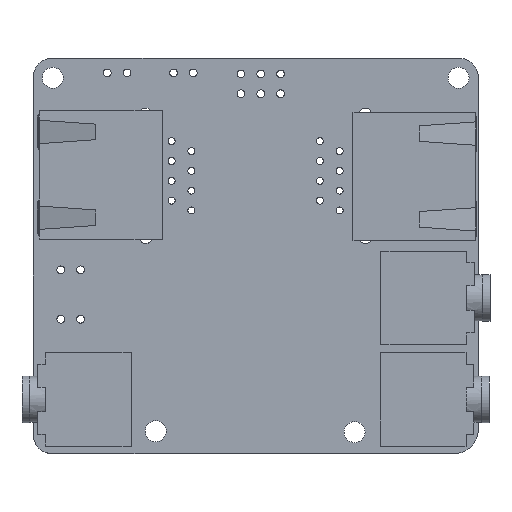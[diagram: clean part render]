
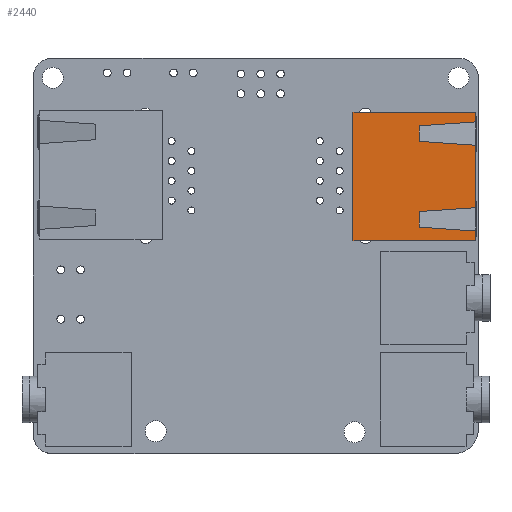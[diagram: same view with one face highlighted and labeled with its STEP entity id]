
A CAD part, top view. The second image highlights one B-rep face of the part: STEP entity #2440.
In plain terms, the highlighted free-form (B-spline) face has degree [1, 1] with [2, 2] control points.
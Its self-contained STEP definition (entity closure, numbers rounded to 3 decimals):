
#72 = VERTEX_POINT('',#73);
#73 = CARTESIAN_POINT('',(11.805,-7.75,13.46));
#79 = B_SPLINE_SURFACE_WITH_KNOTS('',1,1,(
    (#80,#81)
    ,(#82,#83
    )),.UNSPECIFIED.,.F.,.F.,.F.,(2,2),(2,2),(0.,15.75),(-13.46,0.),
  .PIECEWISE_BEZIER_KNOTS.);
#80 = CARTESIAN_POINT('',(11.805,-7.75,13.46));
#81 = CARTESIAN_POINT('',(11.805,-7.75,0.));
#82 = CARTESIAN_POINT('',(11.805,8.,13.46));
#83 = CARTESIAN_POINT('',(11.805,8.,0.));
#90 = B_SPLINE_SURFACE_WITH_KNOTS('',1,1,(
    (#91,#92)
    ,(#93,#94
    )),.UNSPECIFIED.,.F.,.F.,.F.,(2,2),(2,2),(0.,16.51),(-13.46,0.),
  .PIECEWISE_BEZIER_KNOTS.);
#91 = CARTESIAN_POINT('',(-4.705,-7.75,13.46));
#92 = CARTESIAN_POINT('',(-4.705,-7.75,0.));
#93 = CARTESIAN_POINT('',(11.805,-7.75,13.46));
#94 = CARTESIAN_POINT('',(11.805,-7.75,0.));
#101 = EDGE_CURVE('',#72,#102,#104,.T.);
#102 = VERTEX_POINT('',#103);
#103 = CARTESIAN_POINT('',(11.805,8.,13.46));
#104 = SURFACE_CURVE('',#105,(#108,#114),.PCURVE_S1.);
#105 = B_SPLINE_CURVE_WITH_KNOTS('',1,(#106,#107),.UNSPECIFIED.,.F.,.F.,
  (2,2),(0.,15.75),.PIECEWISE_BEZIER_KNOTS.);
#106 = CARTESIAN_POINT('',(11.805,-7.75,13.46));
#107 = CARTESIAN_POINT('',(11.805,8.,13.46));
#108 = PCURVE('',#79,#109);
#109 = DEFINITIONAL_REPRESENTATION('',(#110),#113);
#110 = B_SPLINE_CURVE_WITH_KNOTS('',1,(#111,#112),.UNSPECIFIED.,.F.,.F.,
  (2,2),(0.,15.75),.PIECEWISE_BEZIER_KNOTS.);
#111 = CARTESIAN_POINT('',(0.,-13.46));
#112 = CARTESIAN_POINT('',(15.75,-13.46));
#113 = ( GEOMETRIC_REPRESENTATION_CONTEXT(2) 
PARAMETRIC_REPRESENTATION_CONTEXT() REPRESENTATION_CONTEXT('2D SPACE',''
  ) );
#114 = PCURVE('',#115,#120);
#115 = B_SPLINE_SURFACE_WITH_KNOTS('',1,1,(
    (#116,#117)
    ,(#118,#119
    )),.UNSPECIFIED.,.F.,.F.,.F.,(2,2),(2,2),(-16.51,0.)
  ,(0.,15.75),.PIECEWISE_BEZIER_KNOTS.);
#116 = CARTESIAN_POINT('',(-4.705,8.,13.46));
#117 = CARTESIAN_POINT('',(-4.705,-7.75,13.46));
#118 = CARTESIAN_POINT('',(11.805,8.,13.46));
#119 = CARTESIAN_POINT('',(11.805,-7.75,13.46));
#120 = DEFINITIONAL_REPRESENTATION('',(#121),#124);
#121 = B_SPLINE_CURVE_WITH_KNOTS('',1,(#122,#123),.UNSPECIFIED.,.F.,.F.,
  (2,2),(0.,15.75),.PIECEWISE_BEZIER_KNOTS.);
#122 = CARTESIAN_POINT('',(0.,15.75));
#123 = CARTESIAN_POINT('',(0.,0.));
#124 = ( GEOMETRIC_REPRESENTATION_CONTEXT(2) 
PARAMETRIC_REPRESENTATION_CONTEXT() REPRESENTATION_CONTEXT('2D SPACE',''
  ) );
#140 = B_SPLINE_SURFACE_WITH_KNOTS('',1,1,(
    (#141,#142)
    ,(#143,#144
    )),.UNSPECIFIED.,.F.,.F.,.F.,(2,2),(2,2),(0.,16.51),(-13.46,0.),
  .PIECEWISE_BEZIER_KNOTS.);
#141 = CARTESIAN_POINT('',(11.805,8.,13.46));
#142 = CARTESIAN_POINT('',(11.805,8.,0.));
#143 = CARTESIAN_POINT('',(-4.705,8.,13.46));
#144 = CARTESIAN_POINT('',(-4.705,8.,0.));
#180 = VERTEX_POINT('',#181);
#181 = CARTESIAN_POINT('',(-4.705,-7.75,13.46));
#193 = B_SPLINE_SURFACE_WITH_KNOTS('',1,1,(
    (#194,#195)
    ,(#196,#197
    )),.UNSPECIFIED.,.F.,.F.,.F.,(2,2),(2,2),(0.,15.75),(-13.46,0.),
  .PIECEWISE_BEZIER_KNOTS.);
#194 = CARTESIAN_POINT('',(-4.705,8.,13.46));
#195 = CARTESIAN_POINT('',(-4.705,8.,0.));
#196 = CARTESIAN_POINT('',(-4.705,-7.75,13.46));
#197 = CARTESIAN_POINT('',(-4.705,-7.75,0.));
#204 = EDGE_CURVE('',#180,#72,#205,.T.);
#205 = SURFACE_CURVE('',#206,(#209,#215),.PCURVE_S1.);
#206 = B_SPLINE_CURVE_WITH_KNOTS('',1,(#207,#208),.UNSPECIFIED.,.F.,.F.,
  (2,2),(0.,16.51),.PIECEWISE_BEZIER_KNOTS.);
#207 = CARTESIAN_POINT('',(-4.705,-7.75,13.46));
#208 = CARTESIAN_POINT('',(11.805,-7.75,13.46));
#209 = PCURVE('',#90,#210);
#210 = DEFINITIONAL_REPRESENTATION('',(#211),#214);
#211 = B_SPLINE_CURVE_WITH_KNOTS('',1,(#212,#213),.UNSPECIFIED.,.F.,.F.,
  (2,2),(0.,16.51),.PIECEWISE_BEZIER_KNOTS.);
#212 = CARTESIAN_POINT('',(0.,-13.46));
#213 = CARTESIAN_POINT('',(16.51,-13.46));
#214 = ( GEOMETRIC_REPRESENTATION_CONTEXT(2) 
PARAMETRIC_REPRESENTATION_CONTEXT() REPRESENTATION_CONTEXT('2D SPACE',''
  ) );
#215 = PCURVE('',#115,#216);
#216 = DEFINITIONAL_REPRESENTATION('',(#217),#220);
#217 = B_SPLINE_CURVE_WITH_KNOTS('',1,(#218,#219),.UNSPECIFIED.,.F.,.F.,
  (2,2),(0.,16.51),.PIECEWISE_BEZIER_KNOTS.);
#218 = CARTESIAN_POINT('',(-16.51,15.75));
#219 = CARTESIAN_POINT('',(0.,15.75));
#220 = ( GEOMETRIC_REPRESENTATION_CONTEXT(2) 
PARAMETRIC_REPRESENTATION_CONTEXT() REPRESENTATION_CONTEXT('2D SPACE',''
  ) );
#245 = EDGE_CURVE('',#102,#246,#248,.T.);
#246 = VERTEX_POINT('',#247);
#247 = CARTESIAN_POINT('',(10.555,8.,13.46));
#248 = SURFACE_CURVE('',#249,(#252,#258),.PCURVE_S1.);
#249 = B_SPLINE_CURVE_WITH_KNOTS('',1,(#250,#251),.UNSPECIFIED.,.F.,.F.,
  (2,2),(0.,1.25),.PIECEWISE_BEZIER_KNOTS.);
#250 = CARTESIAN_POINT('',(11.805,8.,13.46));
#251 = CARTESIAN_POINT('',(10.555,8.,13.46));
#252 = PCURVE('',#140,#253);
#253 = DEFINITIONAL_REPRESENTATION('',(#254),#257);
#254 = B_SPLINE_CURVE_WITH_KNOTS('',1,(#255,#256),.UNSPECIFIED.,.F.,.F.,
  (2,2),(0.,1.25),.PIECEWISE_BEZIER_KNOTS.);
#255 = CARTESIAN_POINT('',(0.,-13.46));
#256 = CARTESIAN_POINT('',(1.25,-13.46));
#257 = ( GEOMETRIC_REPRESENTATION_CONTEXT(2) 
PARAMETRIC_REPRESENTATION_CONTEXT() REPRESENTATION_CONTEXT('2D SPACE',''
  ) );
#258 = PCURVE('',#115,#259);
#259 = DEFINITIONAL_REPRESENTATION('',(#260),#263);
#260 = B_SPLINE_CURVE_WITH_KNOTS('',1,(#261,#262),.UNSPECIFIED.,.F.,.F.,
  (2,2),(0.,1.25),.PIECEWISE_BEZIER_KNOTS.);
#261 = CARTESIAN_POINT('',(0.,0.));
#262 = CARTESIAN_POINT('',(-1.25,0.));
#263 = ( GEOMETRIC_REPRESENTATION_CONTEXT(2) 
PARAMETRIC_REPRESENTATION_CONTEXT() REPRESENTATION_CONTEXT('2D SPACE',''
  ) );
#265 = EDGE_CURVE('',#246,#266,#268,.T.);
#266 = VERTEX_POINT('',#267);
#267 = CARTESIAN_POINT('',(7.555,8.,13.46));
#268 = SURFACE_CURVE('',#269,(#272,#278),.PCURVE_S1.);
#269 = B_SPLINE_CURVE_WITH_KNOTS('',1,(#270,#271),.UNSPECIFIED.,.F.,.F.,
  (2,2),(1.25,4.25),.PIECEWISE_BEZIER_KNOTS.);
#270 = CARTESIAN_POINT('',(10.555,8.,13.46));
#271 = CARTESIAN_POINT('',(7.555,8.,13.46));
#272 = PCURVE('',#140,#273);
#273 = DEFINITIONAL_REPRESENTATION('',(#274),#277);
#274 = B_SPLINE_CURVE_WITH_KNOTS('',1,(#275,#276),.UNSPECIFIED.,.F.,.F.,
  (2,2),(1.25,4.25),.PIECEWISE_BEZIER_KNOTS.);
#275 = CARTESIAN_POINT('',(1.25,-13.46));
#276 = CARTESIAN_POINT('',(4.25,-13.46));
#277 = ( GEOMETRIC_REPRESENTATION_CONTEXT(2) 
PARAMETRIC_REPRESENTATION_CONTEXT() REPRESENTATION_CONTEXT('2D SPACE',''
  ) );
#278 = PCURVE('',#115,#279);
#279 = DEFINITIONAL_REPRESENTATION('',(#280),#283);
#280 = B_SPLINE_CURVE_WITH_KNOTS('',1,(#281,#282),.UNSPECIFIED.,.F.,.F.,
  (2,2),(1.25,4.25),.PIECEWISE_BEZIER_KNOTS.);
#281 = CARTESIAN_POINT('',(-1.25,0.));
#282 = CARTESIAN_POINT('',(-4.25,0.));
#283 = ( GEOMETRIC_REPRESENTATION_CONTEXT(2) 
PARAMETRIC_REPRESENTATION_CONTEXT() REPRESENTATION_CONTEXT('2D SPACE',''
  ) );
#285 = EDGE_CURVE('',#266,#286,#288,.T.);
#286 = VERTEX_POINT('',#287);
#287 = CARTESIAN_POINT('',(-0.455,8.,13.46));
#288 = SURFACE_CURVE('',#289,(#292,#298),.PCURVE_S1.);
#289 = B_SPLINE_CURVE_WITH_KNOTS('',1,(#290,#291),.UNSPECIFIED.,.F.,.F.,
  (2,2),(4.25,12.26),.PIECEWISE_BEZIER_KNOTS.);
#290 = CARTESIAN_POINT('',(7.555,8.,13.46));
#291 = CARTESIAN_POINT('',(-0.455,8.,13.46));
#292 = PCURVE('',#140,#293);
#293 = DEFINITIONAL_REPRESENTATION('',(#294),#297);
#294 = B_SPLINE_CURVE_WITH_KNOTS('',1,(#295,#296),.UNSPECIFIED.,.F.,.F.,
  (2,2),(4.25,12.26),.PIECEWISE_BEZIER_KNOTS.);
#295 = CARTESIAN_POINT('',(4.25,-13.46));
#296 = CARTESIAN_POINT('',(12.26,-13.46));
#297 = ( GEOMETRIC_REPRESENTATION_CONTEXT(2) 
PARAMETRIC_REPRESENTATION_CONTEXT() REPRESENTATION_CONTEXT('2D SPACE',''
  ) );
#298 = PCURVE('',#115,#299);
#299 = DEFINITIONAL_REPRESENTATION('',(#300),#303);
#300 = B_SPLINE_CURVE_WITH_KNOTS('',1,(#301,#302),.UNSPECIFIED.,.F.,.F.,
  (2,2),(4.25,12.26),.PIECEWISE_BEZIER_KNOTS.);
#301 = CARTESIAN_POINT('',(-4.25,0.));
#302 = CARTESIAN_POINT('',(-12.26,0.));
#303 = ( GEOMETRIC_REPRESENTATION_CONTEXT(2) 
PARAMETRIC_REPRESENTATION_CONTEXT() REPRESENTATION_CONTEXT('2D SPACE',''
  ) );
#305 = EDGE_CURVE('',#286,#306,#308,.T.);
#306 = VERTEX_POINT('',#307);
#307 = CARTESIAN_POINT('',(-3.455,8.,13.46));
#308 = SURFACE_CURVE('',#309,(#312,#318),.PCURVE_S1.);
#309 = B_SPLINE_CURVE_WITH_KNOTS('',1,(#310,#311),.UNSPECIFIED.,.F.,.F.,
  (2,2),(12.26,15.26),.PIECEWISE_BEZIER_KNOTS.);
#310 = CARTESIAN_POINT('',(-0.455,8.,13.46));
#311 = CARTESIAN_POINT('',(-3.455,8.,13.46));
#312 = PCURVE('',#140,#313);
#313 = DEFINITIONAL_REPRESENTATION('',(#314),#317);
#314 = B_SPLINE_CURVE_WITH_KNOTS('',1,(#315,#316),.UNSPECIFIED.,.F.,.F.,
  (2,2),(12.26,15.26),.PIECEWISE_BEZIER_KNOTS.);
#315 = CARTESIAN_POINT('',(12.26,-13.46));
#316 = CARTESIAN_POINT('',(15.26,-13.46));
#317 = ( GEOMETRIC_REPRESENTATION_CONTEXT(2) 
PARAMETRIC_REPRESENTATION_CONTEXT() REPRESENTATION_CONTEXT('2D SPACE',''
  ) );
#318 = PCURVE('',#115,#319);
#319 = DEFINITIONAL_REPRESENTATION('',(#320),#323);
#320 = B_SPLINE_CURVE_WITH_KNOTS('',1,(#321,#322),.UNSPECIFIED.,.F.,.F.,
  (2,2),(12.26,15.26),.PIECEWISE_BEZIER_KNOTS.);
#321 = CARTESIAN_POINT('',(-12.26,0.));
#322 = CARTESIAN_POINT('',(-15.26,0.));
#323 = ( GEOMETRIC_REPRESENTATION_CONTEXT(2) 
PARAMETRIC_REPRESENTATION_CONTEXT() REPRESENTATION_CONTEXT('2D SPACE',''
  ) );
#325 = EDGE_CURVE('',#306,#326,#328,.T.);
#326 = VERTEX_POINT('',#327);
#327 = CARTESIAN_POINT('',(-4.705,8.,13.46));
#328 = SURFACE_CURVE('',#329,(#332,#338),.PCURVE_S1.);
#329 = B_SPLINE_CURVE_WITH_KNOTS('',1,(#330,#331),.UNSPECIFIED.,.F.,.F.,
  (2,2),(15.26,16.51),.PIECEWISE_BEZIER_KNOTS.);
#330 = CARTESIAN_POINT('',(-3.455,8.,13.46));
#331 = CARTESIAN_POINT('',(-4.705,8.,13.46));
#332 = PCURVE('',#140,#333);
#333 = DEFINITIONAL_REPRESENTATION('',(#334),#337);
#334 = B_SPLINE_CURVE_WITH_KNOTS('',1,(#335,#336),.UNSPECIFIED.,.F.,.F.,
  (2,2),(15.26,16.51),.PIECEWISE_BEZIER_KNOTS.);
#335 = CARTESIAN_POINT('',(15.26,-13.46));
#336 = CARTESIAN_POINT('',(16.51,-13.46));
#337 = ( GEOMETRIC_REPRESENTATION_CONTEXT(2) 
PARAMETRIC_REPRESENTATION_CONTEXT() REPRESENTATION_CONTEXT('2D SPACE',''
  ) );
#338 = PCURVE('',#115,#339);
#339 = DEFINITIONAL_REPRESENTATION('',(#340),#343);
#340 = B_SPLINE_CURVE_WITH_KNOTS('',1,(#341,#342),.UNSPECIFIED.,.F.,.F.,
  (2,2),(15.26,16.51),.PIECEWISE_BEZIER_KNOTS.);
#341 = CARTESIAN_POINT('',(-15.26,0.));
#342 = CARTESIAN_POINT('',(-16.51,0.));
#343 = ( GEOMETRIC_REPRESENTATION_CONTEXT(2) 
PARAMETRIC_REPRESENTATION_CONTEXT() REPRESENTATION_CONTEXT('2D SPACE',''
  ) );
#2440 = ADVANCED_FACE('',(#2441),#115,.F.);
#2441 = FACE_BOUND('',#2442,.F.);
#2442 = EDGE_LOOP('',(#2443,#2444,#2445,#2446,#2464,#2465,#2466,#2467));
#2443 = ORIENTED_EDGE('',*,*,#245,.F.);
#2444 = ORIENTED_EDGE('',*,*,#101,.F.);
#2445 = ORIENTED_EDGE('',*,*,#204,.F.);
#2446 = ORIENTED_EDGE('',*,*,#2447,.F.);
#2447 = EDGE_CURVE('',#326,#180,#2448,.T.);
#2448 = SURFACE_CURVE('',#2449,(#2452,#2458),.PCURVE_S1.);
#2449 = B_SPLINE_CURVE_WITH_KNOTS('',1,(#2450,#2451),.UNSPECIFIED.,.F.,
  .F.,(2,2),(0.,15.75),.PIECEWISE_BEZIER_KNOTS.);
#2450 = CARTESIAN_POINT('',(-4.705,8.,13.46));
#2451 = CARTESIAN_POINT('',(-4.705,-7.75,13.46));
#2452 = PCURVE('',#115,#2453);
#2453 = DEFINITIONAL_REPRESENTATION('',(#2454),#2457);
#2454 = B_SPLINE_CURVE_WITH_KNOTS('',1,(#2455,#2456),.UNSPECIFIED.,.F.,
  .F.,(2,2),(0.,15.75),.PIECEWISE_BEZIER_KNOTS.);
#2455 = CARTESIAN_POINT('',(-16.51,0.));
#2456 = CARTESIAN_POINT('',(-16.51,15.75));
#2457 = ( GEOMETRIC_REPRESENTATION_CONTEXT(2) 
PARAMETRIC_REPRESENTATION_CONTEXT() REPRESENTATION_CONTEXT('2D SPACE',''
  ) );
#2458 = PCURVE('',#193,#2459);
#2459 = DEFINITIONAL_REPRESENTATION('',(#2460),#2463);
#2460 = B_SPLINE_CURVE_WITH_KNOTS('',1,(#2461,#2462),.UNSPECIFIED.,.F.,
  .F.,(2,2),(0.,15.75),.PIECEWISE_BEZIER_KNOTS.);
#2461 = CARTESIAN_POINT('',(0.,-13.46));
#2462 = CARTESIAN_POINT('',(15.75,-13.46));
#2463 = ( GEOMETRIC_REPRESENTATION_CONTEXT(2) 
PARAMETRIC_REPRESENTATION_CONTEXT() REPRESENTATION_CONTEXT('2D SPACE',''
  ) );
#2464 = ORIENTED_EDGE('',*,*,#325,.F.);
#2465 = ORIENTED_EDGE('',*,*,#305,.F.);
#2466 = ORIENTED_EDGE('',*,*,#285,.F.);
#2467 = ORIENTED_EDGE('',*,*,#265,.F.);
